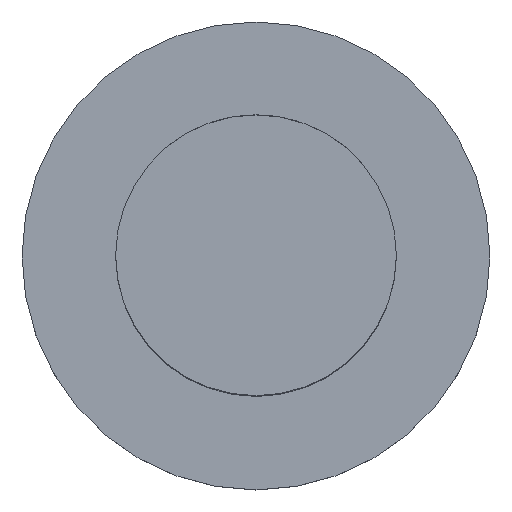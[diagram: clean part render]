
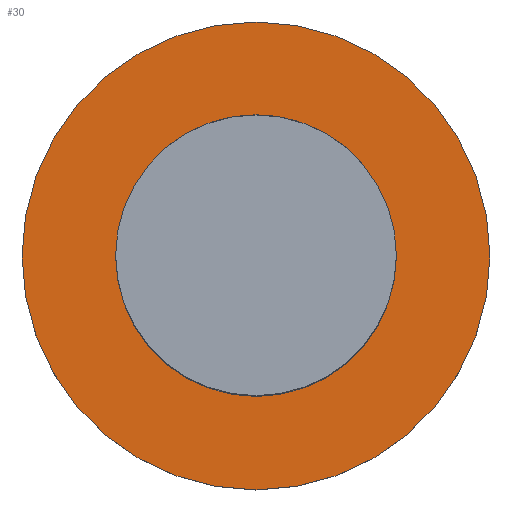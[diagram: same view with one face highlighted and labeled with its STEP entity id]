
A CAD part, top view. The second image highlights one B-rep face of the part: STEP entity #30.
In plain terms, the highlighted planar face has unit normal (0, 0, 1).
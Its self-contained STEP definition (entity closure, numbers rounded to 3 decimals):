
#30=ADVANCED_FACE('',(#42),#153,.T.);
#42=FACE_OUTER_BOUND('',#54,.T.);
#54=EDGE_LOOP('',(#85,#86));
#85=ORIENTED_EDGE('',*,*,#109,.F.);
#86=ORIENTED_EDGE('',*,*,#105,.F.);
#105=EDGE_CURVE('',#147,#149,#125,.T.);
#109=EDGE_CURVE('',#149,#147,#127,.T.);
#125=TRIMMED_CURVE($,#133,(#363),(#364),.T.,.CARTESIAN.);
#127=TRIMMED_CURVE($,#135,(#373),(#374),.T.,.CARTESIAN.);
#133=CIRCLE('',#195,2.5);
#135=CIRCLE('',#197,2.5);
#147=VERTEX_POINT('',#358);
#149=VERTEX_POINT('',#360);
#153=PLANE('',#192);
#192=AXIS2_PLACEMENT_3D('',#355,#220,$);
#195=AXIS2_PLACEMENT_3D($,#362,#223,#224);
#197=AXIS2_PLACEMENT_3D($,#372,#227,#228);
#220=DIRECTION('',(0.,0.,1.));
#223=DIRECTION('',(0.,0.,-1.));
#224=DIRECTION('',(1.,0.,0.));
#227=DIRECTION('',(0.,0.,-1.));
#228=DIRECTION('',(-1.,0.,0.));
#355=CARTESIAN_POINT('',(-12.347,-95.644,0.991));
#358=CARTESIAN_POINT('',(-12.972,-92.519,0.991));
#360=CARTESIAN_POINT('',(-17.972,-92.519,0.991));
#362=CARTESIAN_POINT('',(-15.472,-92.519,0.991));
#363=CARTESIAN_POINT('',(-12.972,-92.519,0.991));
#364=CARTESIAN_POINT('',(-17.972,-92.519,0.991));
#372=CARTESIAN_POINT('',(-15.472,-92.519,0.991));
#373=CARTESIAN_POINT('',(-17.972,-92.519,0.991));
#374=CARTESIAN_POINT('',(-12.972,-92.519,0.991));
